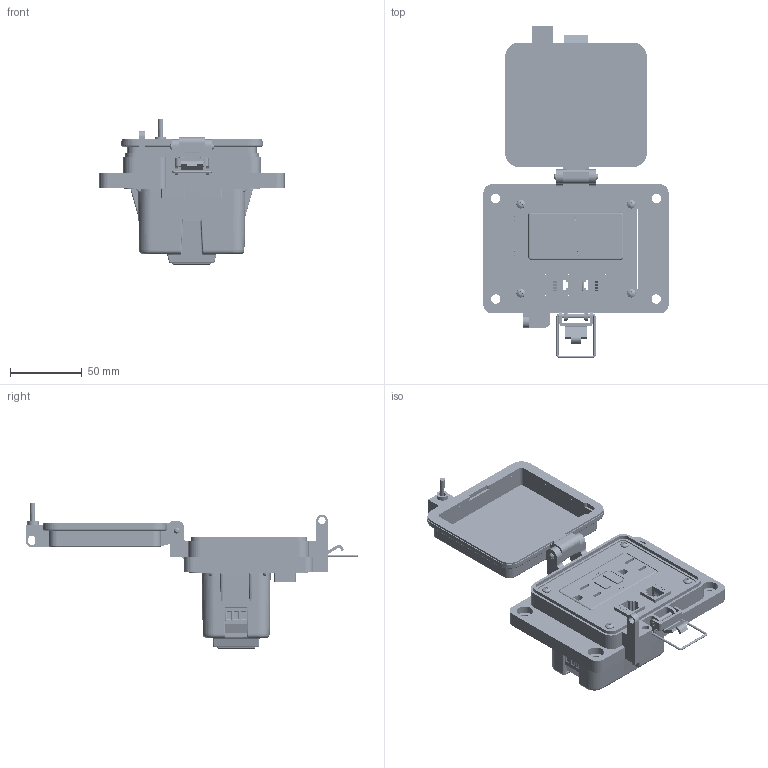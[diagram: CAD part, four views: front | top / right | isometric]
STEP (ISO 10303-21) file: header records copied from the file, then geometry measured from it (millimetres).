
FILE_DESCRIPTION (( 'STEP AP203' ), '1' );
FILE_NAME ('P-R2#2-K4RF0_3D.STEP', '2021-11-17T18:38:56', ( '' ), ( '' ), 'SwSTEP 2.0', 'SolidWorks 2019', '' );
FILE_SCHEMA (( 'CONFIG_CONTROL_DESIGN' ));
Length unit declared in the file: millimetre
Products named in the file (14): Z-300-RJ45CAT5; R2; RF; P-R2#2-K4RF0_3D; Z-200-OTLT-GFIH-15A_sheared; -K4; P-R2#2-K4RF0_TP060_1; P-R2#2-K4RF0_BP180_1; Z-H-K4_B; 92005A124_METRIC PAN HEAD PHILLIPS MACHINE SCREW_92005A124; P-R2#2-K4RF0_FP060_1; Z-200-OTLT-RIOF-15A; Z-120-RIOF-SHELL
Assembly tree (17 placements, depth 4):
  P-R2#2-K4RF0_3D
    P-R2#2-K4RF0_BP180_1
    P-R2#2-K4RF0_TP060_1
    P-R2#2-K4RF0_FP060_1
    R2
      Z-300-RJ45CAT5
    R2
      Z-300-RJ45CAT5
    -K4
      Z-H-K4_B
    92005A124_METRIC PAN HEAD PHILLIPS MACHINE SCREW_92005A124  x4
    RF
      Z-200-OTLT-RIOF-15A
        Z-120-RIOF-SHELL
        Z-200-OTLT-GFIH-15A_sheared
Bounding box: 129 x 231.28 x 101.5 mm (x, y, z)
Volume: 303972.3 mm3; surface area: 188786.7 mm2
Topology: 36 solids, 42 shells, 5867 faces, 15373 edges, 9762 vertices
Faces by surface type: plane 2450, cylinder 1854, bspline 1302, cone 114, torus 89, sphere 58
Entity records: 213477 total; most frequent: CARTESIAN_POINT 100473, ORIENTED_EDGE 25950, DIRECTION 18783, EDGE_CURVE 12975, VERTEX_POINT 8179, VECTOR 7563, LINE 7563, AXIS2_PLACEMENT_3D 5610
